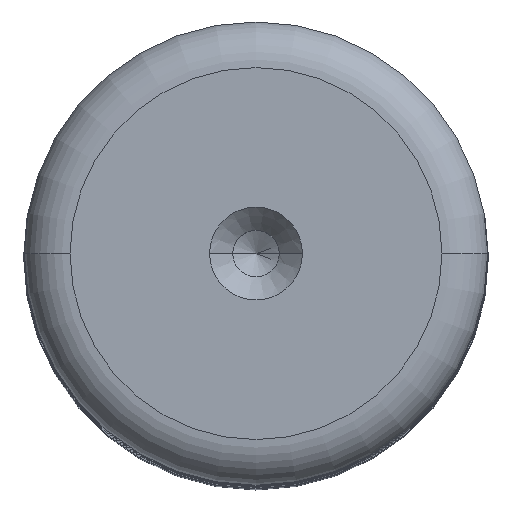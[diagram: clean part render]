
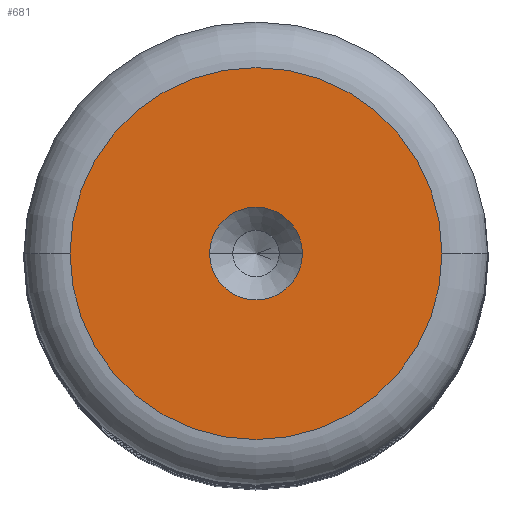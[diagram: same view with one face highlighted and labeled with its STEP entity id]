
A CAD part, top view. The second image highlights one B-rep face of the part: STEP entity #681.
In plain terms, the highlighted planar face has unit normal (0, 0, 1).
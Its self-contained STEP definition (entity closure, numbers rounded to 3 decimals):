
#23 = ORIENTED_EDGE ( 'NONE', *, *, #1622, .F. ) ;
#66 = CIRCLE ( 'NONE', #1354, 1. ) ;
#102 = VERTEX_POINT ( 'NONE', #266 ) ;
#152 = CARTESIAN_POINT ( 'NONE',  ( -1., 0., 50. ) ) ;
#173 = VERTEX_POINT ( 'NONE', #152 ) ;
#233 = AXIS2_PLACEMENT_3D ( 'NONE', #264, #1369, #424 ) ;
#239 = AXIS2_PLACEMENT_3D ( 'NONE', #1253, #310, #1406 ) ;
#259 = CIRCLE ( 'NONE', #233, 4.011 ) ;
#264 = CARTESIAN_POINT ( 'NONE',  ( 0., 0., 50. ) ) ;
#266 = CARTESIAN_POINT ( 'NONE',  ( 1., 0., 50. ) ) ;
#310 = DIRECTION ( 'NONE',  ( 0., 0., 1. ) ) ;
#424 = DIRECTION ( 'NONE',  ( 1., 0., 0. ) ) ;
#434 = FACE_OUTER_BOUND ( 'NONE', #941, .T. ) ;
#448 = ORIENTED_EDGE ( 'NONE', *, *, #485, .T. ) ;
#459 = CARTESIAN_POINT ( 'NONE',  ( -4.011, 0., 50. ) ) ;
#464 = DIRECTION ( 'NONE',  ( 0., 0., 1. ) ) ;
#485 = EDGE_CURVE ( 'NONE', #616, #695, #783, .T. ) ;
#538 = EDGE_CURVE ( 'NONE', #695, #616, #259, .T. ) ;
#613 = CARTESIAN_POINT ( 'NONE',  ( 0., 0., 50. ) ) ;
#616 = VERTEX_POINT ( 'NONE', #1226 ) ;
#660 = ORIENTED_EDGE ( 'NONE', *, *, #1186, .F. ) ;
#681 = ADVANCED_FACE ( 'NONE', ( #859, #434 ), #1402, .T. ) ;
#695 = VERTEX_POINT ( 'NONE', #459 ) ;
#742 = DIRECTION ( 'NONE',  ( 0., 0., 1. ) ) ;
#783 = CIRCLE ( 'NONE', #1334, 4.011 ) ;
#859 = FACE_BOUND ( 'NONE', #869, .T. ) ;
#869 = EDGE_LOOP ( 'NONE', ( #23, #660 ) ) ;
#885 = DIRECTION ( 'NONE',  ( 0., 0., 1. ) ) ;
#941 = EDGE_LOOP ( 'NONE', ( #448, #1963 ) ) ;
#1186 = EDGE_CURVE ( 'NONE', #173, #102, #1534, .T. ) ;
#1226 = CARTESIAN_POINT ( 'NONE',  ( 4.011, 0., 50. ) ) ;
#1253 = CARTESIAN_POINT ( 'NONE',  ( 0., 0., 50. ) ) ;
#1334 = AXIS2_PLACEMENT_3D ( 'NONE', #1800, #885, #1954 ) ;
#1354 = AXIS2_PLACEMENT_3D ( 'NONE', #1667, #742, #1818 ) ;
#1369 = DIRECTION ( 'NONE',  ( 0., 0., 1. ) ) ;
#1402 = PLANE ( 'NONE',  #1494 ) ;
#1406 = DIRECTION ( 'NONE',  ( 1., 0., 0. ) ) ;
#1494 = AXIS2_PLACEMENT_3D ( 'NONE', #613, #464, #1557 ) ;
#1534 = CIRCLE ( 'NONE', #239, 1. ) ;
#1557 = DIRECTION ( 'NONE',  ( 1., 0., 0. ) ) ;
#1622 = EDGE_CURVE ( 'NONE', #102, #173, #66, .T. ) ;
#1667 = CARTESIAN_POINT ( 'NONE',  ( 0., 0., 50. ) ) ;
#1800 = CARTESIAN_POINT ( 'NONE',  ( 0., 0., 50. ) ) ;
#1818 = DIRECTION ( 'NONE',  ( 1., 0., 0. ) ) ;
#1954 = DIRECTION ( 'NONE',  ( 1., 0., 0. ) ) ;
#1963 = ORIENTED_EDGE ( 'NONE', *, *, #538, .T. ) ;
